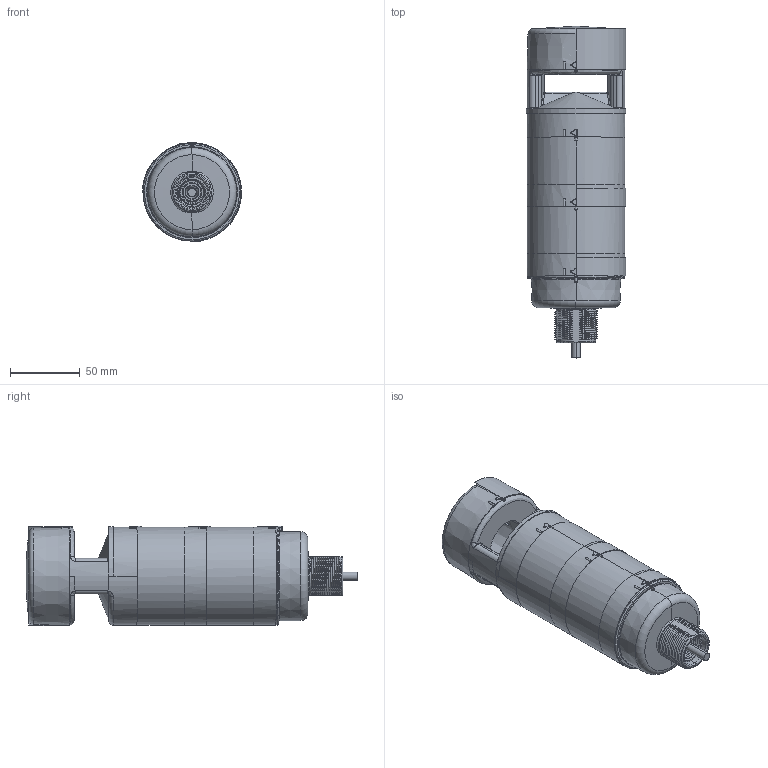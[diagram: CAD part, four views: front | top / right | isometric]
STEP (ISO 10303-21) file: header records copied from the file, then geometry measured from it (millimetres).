
FILE_DESCRIPTION((''),'2;1');
FILE_NAME('198999_ASM','2017-03-10T',('pdmadmin'),('BANNER ENGINEERING'),'CREO PARAMETRIC BY PTC INC, 2016260','CREO PARAMETRIC BY PTC INC, 2016260','');
FILE_SCHEMA(('CONFIG_CONTROL_DESIGN'));
Length unit declared in the file: millimetre
Products named in the file (7): 180077; 183492; 183493; 192654; 192655; CABLE_592; 198999_ASM
Assembly tree (8 placements, depth 2):
  198999_ASM
    180077
    183492  x2
    183493  x2
    192654
    192655
    CABLE_592
Bounding box: 71 x 237.5 x 71.25 mm (x, y, z)
Volume: 214191.3 mm3; surface area: 155930.9 mm2
Topology: 8 solids, 12 shells, 2181 faces, 5252 edges, 3112 vertices
Faces by surface type: bspline 682, cylinder 572, plane 393, torus 235, cone 179, sphere 120
Entity records: 90469 total; most frequent: CARTESIAN_POINT 57007, ORIENTED_EDGE 7660, DIRECTION 6071, EDGE_CURVE 3836, AXIS2_PLACEMENT_3D 2544, VERTEX_POINT 2287, EDGE_LOOP 1654, FACE_OUTER_BOUND 1590
